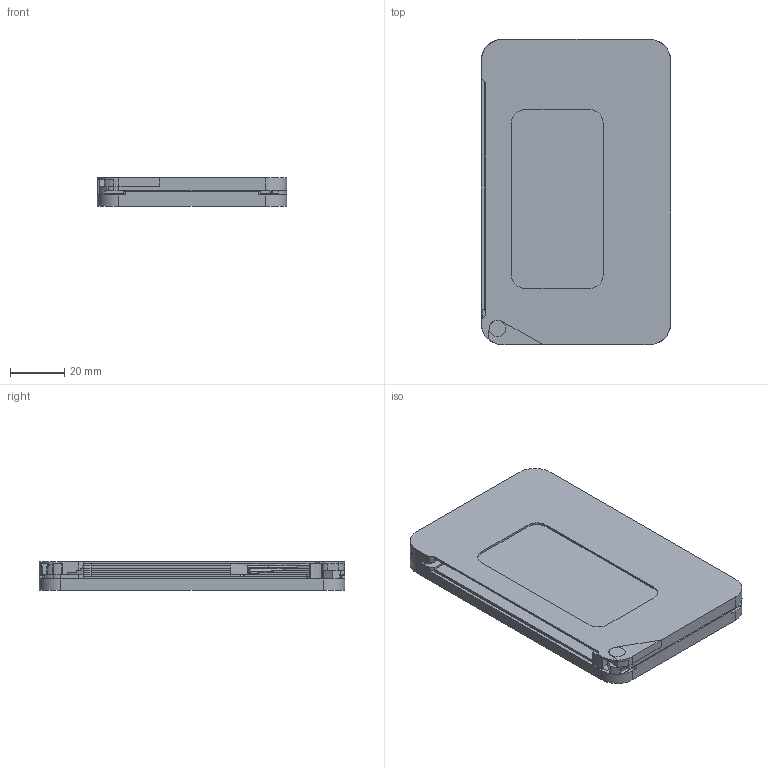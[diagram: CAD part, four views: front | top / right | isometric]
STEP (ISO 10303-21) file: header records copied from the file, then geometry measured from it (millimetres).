
FILE_DESCRIPTION(('FreeCAD Model'),'2;1');
FILE_NAME('Open CASCADE Shape Model','2024-11-12T07:33:50',(''),(''), 'Open CASCADE STEP processor 7.6','FreeCAD','Unknown');
FILE_SCHEMA(('AUTOMOTIVE_DESIGN { 1 0 10303 214 1 1 1 1 }'));
Length unit declared in the file: millimetre
Products named in the file (14): Assembly; LCS_Assembly; Part; Body
Assembly tree (13 placements, depth 4):
  Assembly
    LCS_Assembly
    Assembly
      LCS_Assembly
      Part
        Body
    Assembly
      LCS_Assembly
      Part
        Body
    Assembly
      LCS_Assembly
      Part
        Body
Bounding box: 70 x 113 x 10.6 mm (x, y, z)
Volume: 31323.9 mm3; surface area: 50431.6 mm2
Topology: 3 solids, 3 shells, 302 faces, 833 edges, 544 vertices
Faces by surface type: plane 174, cylinder 90, torus 26, cone 12
Full cylindrical faces by diameter (mm): 3.8 x1, 4 x1, 4.2 x1, 4.8 x1
Entity records: 22022 total; most frequent: CARTESIAN_POINT 4990, DIRECTION 3276, LINE 1842, VECTOR 1842, ORIENTED_EDGE 1666, PCURVE 1666, DEFINITIONAL_REPRESENTATION 1666, EDGE_CURVE 833
